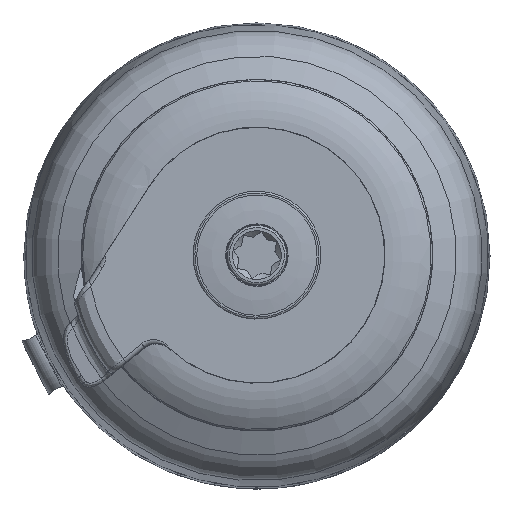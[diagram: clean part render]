
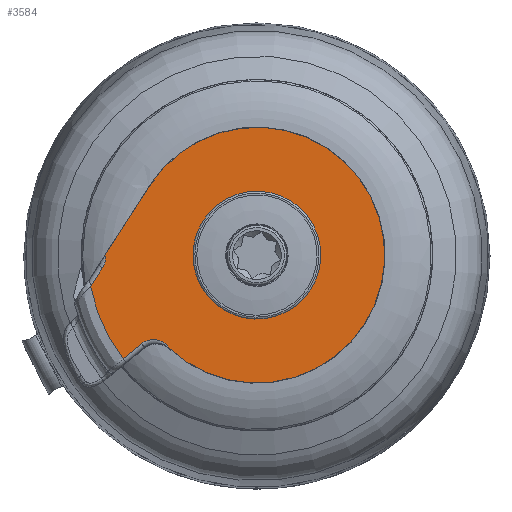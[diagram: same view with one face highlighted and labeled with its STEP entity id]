
A CAD part, top view. The second image highlights one B-rep face of the part: STEP entity #3584.
In plain terms, the highlighted planar face has unit normal (0, 0, 1).
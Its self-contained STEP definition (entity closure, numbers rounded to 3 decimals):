
#322=LINE('',#6224,#497);
#323=LINE('',#6228,#498);
#324=LINE('',#6233,#499);
#497=VECTOR('',#4691,11.766);
#498=VECTOR('',#4694,12.609);
#499=VECTOR('',#4699,43.343);
#698=FACE_BOUND('',#1108,.T.);
#846=FACE_OUTER_BOUND('',#1107,.T.);
#1107=EDGE_LOOP('',(#2910,#2911,#2912,#2913,#2914,#2915,#2916));
#1108=EDGE_LOOP('',(#2917));
#1366=CIRCLE('',#3936,10.);
#1367=CIRCLE('',#3937,90.);
#1368=CIRCLE('',#3938,10.);
#1369=CIRCLE('',#3939,68.);
#1370=CIRCLE('',#3940,34.);
#1670=VERTEX_POINT('',#6220);
#1671=VERTEX_POINT('',#6221);
#1672=VERTEX_POINT('',#6223);
#1673=VERTEX_POINT('',#6225);
#1674=VERTEX_POINT('',#6227);
#1675=VERTEX_POINT('',#6229);
#1676=VERTEX_POINT('',#6231);
#1677=VERTEX_POINT('',#6234);
#2118=EDGE_CURVE('',#1670,#1671,#1366,.T.);
#2119=EDGE_CURVE('',#1672,#1670,#322,.T.);
#2120=EDGE_CURVE('',#1673,#1672,#1367,.T.);
#2121=EDGE_CURVE('',#1674,#1673,#323,.T.);
#2122=EDGE_CURVE('',#1675,#1674,#1368,.T.);
#2123=EDGE_CURVE('',#1675,#1676,#1369,.T.);
#2124=EDGE_CURVE('',#1676,#1671,#324,.T.);
#2125=EDGE_CURVE('',#1677,#1677,#1370,.T.);
#2910=ORIENTED_EDGE('',*,*,#2118,.F.);
#2911=ORIENTED_EDGE('',*,*,#2119,.F.);
#2912=ORIENTED_EDGE('',*,*,#2120,.F.);
#2913=ORIENTED_EDGE('',*,*,#2121,.F.);
#2914=ORIENTED_EDGE('',*,*,#2122,.F.);
#2915=ORIENTED_EDGE('',*,*,#2123,.T.);
#2916=ORIENTED_EDGE('',*,*,#2124,.T.);
#2917=ORIENTED_EDGE('',*,*,#2125,.F.);
#3428=PLANE('',#3935);
#3584=ADVANCED_FACE('',(#846,#698),#3428,.T.);
#3935=AXIS2_PLACEMENT_3D('',#6219,#4687,#4688);
#3936=AXIS2_PLACEMENT_3D('',#6222,#4689,#4690);
#3937=AXIS2_PLACEMENT_3D('',#6226,#4692,#4693);
#3938=AXIS2_PLACEMENT_3D('',#6230,#4695,#4696);
#3939=AXIS2_PLACEMENT_3D('',#6232,#4697,#4698);
#3940=AXIS2_PLACEMENT_3D('',#6235,#4700,#4701);
#4687=DIRECTION('center_axis',(0.,0.,
1.));
#4688=DIRECTION('ref_axis',(-0.635,0.773,0.));
#4689=DIRECTION('center_axis',(0.,0.,
1.));
#4690=DIRECTION('ref_axis',(0.635,-0.773,0.));
#4691=DIRECTION('',(0.539,0.842,0.));
#4692=DIRECTION('center_axis',(0.,0.,
-1.));
#4693=DIRECTION('ref_axis',(-0.773,-0.635,0.));
#4694=DIRECTION('',(-0.773,-0.635,0.));
#4695=DIRECTION('center_axis',(0.,0.,
1.));
#4696=DIRECTION('ref_axis',(0.635,-0.773,0.));
#4697=DIRECTION('center_axis',(0.,0.,
1.));
#4698=DIRECTION('ref_axis',(0.685,0.728,0.));
#4699=DIRECTION('',(-0.539,-0.842,0.));
#4700=DIRECTION('center_axis',(0.,0.,
1.));
#4701=DIRECTION('ref_axis',(-0.786,-0.618,0.));
#6219=CARTESIAN_POINT('Origin',(-47.585,-39.079,287.9));
#6220=CARTESIAN_POINT('',(-82.097,-6.789,287.9));
#6221=CARTESIAN_POINT('',(-80.639,0.13,287.9));
#6222=CARTESIAN_POINT('Origin',(-90.521,-1.401,287.9));
#6223=CARTESIAN_POINT('',(-88.437,-16.7,287.9));
#6224=CARTESIAN_POINT('',(-82.097,-6.789,287.9));
#6225=CARTESIAN_POINT('',(-71.112,-55.165,287.9));
#6226=CARTESIAN_POINT('Origin',(0.,0.,
287.9));
#6227=CARTESIAN_POINT('',(-61.367,-47.162,287.9));
#6228=CARTESIAN_POINT('',(-71.138,-55.187,287.9));
#6229=CARTESIAN_POINT('',(-46.56,-49.559,287.9));
#6230=CARTESIAN_POINT('Origin',(-55.021,-54.89,287.9));
#6231=CARTESIAN_POINT('',(-57.283,36.642,287.9));
#6232=CARTESIAN_POINT('Origin',(0.,0.,
287.9));
#6233=CARTESIAN_POINT('',(-73.061,11.976,287.9));
#6234=CARTESIAN_POINT('',(-26.719,-21.026,287.9));
#6235=CARTESIAN_POINT('Origin',(0.,0.,
287.9));
